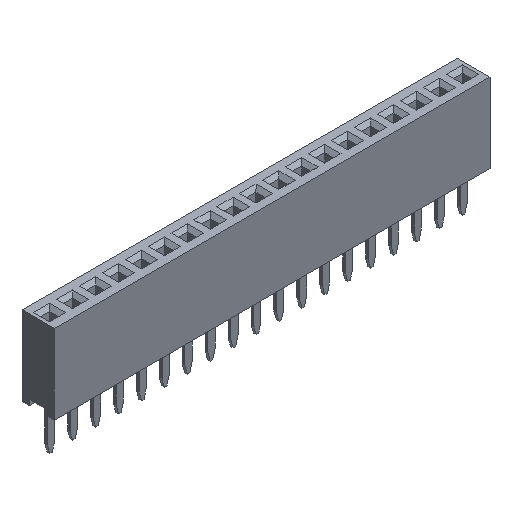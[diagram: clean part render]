
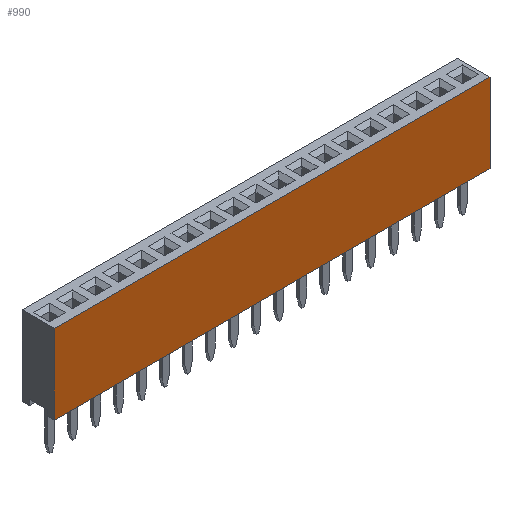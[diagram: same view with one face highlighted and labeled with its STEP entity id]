
A CAD part, isometric view. The second image highlights one B-rep face of the part: STEP entity #990.
In plain terms, the highlighted planar face has unit normal (0, -1, 0).
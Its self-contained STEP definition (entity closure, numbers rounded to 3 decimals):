
#990=ADVANCED_FACE('',(#11554),#11556,.T.);
#11554=FACE_BOUND('',#11555,.T.);
#11555=EDGE_LOOP('',(#19895,#19896,#19897,#19898));
#11556=PLANE('',#11557);
#11557=AXIS2_PLACEMENT_3D('',#11558,#11559,#11560);
#11558=CARTESIAN_POINT('',(-0.635,-0.9,0.));
#11559=DIRECTION('',(0.,-1.,0.));
#11560=DIRECTION('',(1.,0.,0.));
#19895=ORIENTED_EDGE('',*,*,#25774,.T.);
#19896=ORIENTED_EDGE('',*,*,#25932,.T.);
#19897=ORIENTED_EDGE('',*,*,#25933,.F.);
#19898=ORIENTED_EDGE('',*,*,#25779,.F.);
#25774=EDGE_CURVE('',#29075,#29073,#29076,.T.);
#25779=EDGE_CURVE('',#29075,#29083,#29084,.T.);
#25932=EDGE_CURVE('',#29073,#29314,#29316,.T.);
#25933=EDGE_CURVE('',#29083,#29314,#29317,.T.);
#29073=VERTEX_POINT('',#34537);
#29075=VERTEX_POINT('',#34541);
#29076=LINE('',#34542,#34543);
#29083=VERTEX_POINT('',#34559);
#29084=LINE('',#34560,#34561);
#29314=VERTEX_POINT('',#35094);
#29316=LINE('',#35098,#35099);
#29317=LINE('',#35101,#35102);
#34537=CARTESIAN_POINT('',(23.495,-0.9,0.));
#34541=CARTESIAN_POINT('',(-0.635,-0.9,0.));
#34542=CARTESIAN_POINT('',(-0.635,-0.9,0.));
#34543=VECTOR('',#34544,1.);
#34544=DIRECTION('',(1.,0.,0.));
#34559=CARTESIAN_POINT('',(-0.635,-0.9,4.4));
#34560=CARTESIAN_POINT('',(-0.635,-0.9,0.));
#34561=VECTOR('',#34562,1.);
#34562=DIRECTION('',(0.,0.,1.));
#35094=CARTESIAN_POINT('',(23.495,-0.9,4.4));
#35098=CARTESIAN_POINT('',(23.495,-0.9,0.));
#35099=VECTOR('',#35100,1.);
#35100=DIRECTION('',(0.,0.,1.));
#35101=CARTESIAN_POINT('',(-0.635,-0.9,4.4));
#35102=VECTOR('',#35103,1.);
#35103=DIRECTION('',(1.,0.,0.));
